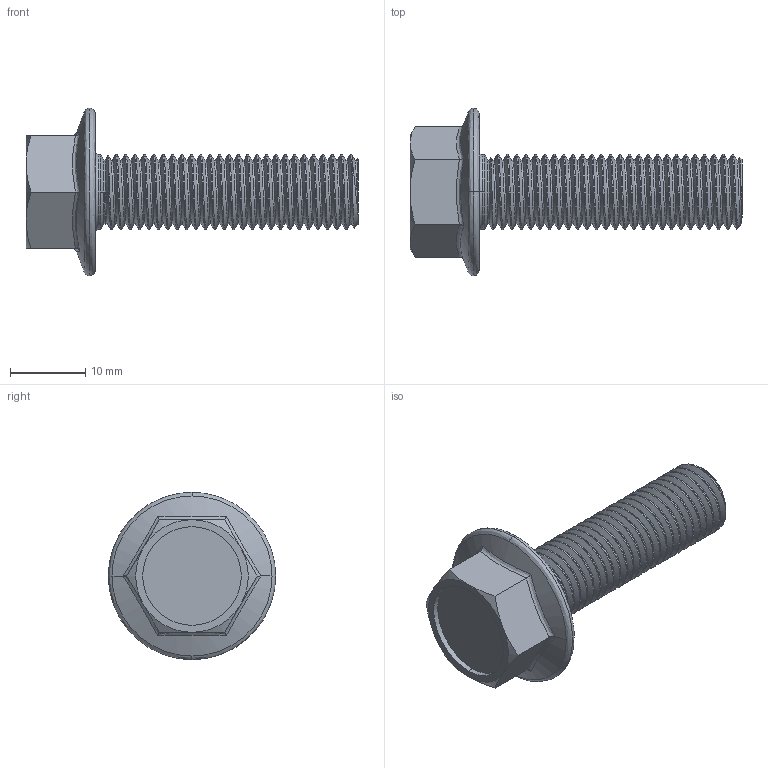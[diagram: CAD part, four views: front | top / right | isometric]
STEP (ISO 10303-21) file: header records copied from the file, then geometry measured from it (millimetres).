
FILE_DESCRIPTION (( 'STEP AP214' ), '1' );
FILE_NAME ('B006HYGYZ8.3D.STP', '2013-07-30T21:38:55', ( '' ), ( '' ), 'SwSTEP 2.0', 'SolidWorks 2012', '' );
FILE_SCHEMA (( 'AUTOMOTIVE_DESIGN' ));
Length unit declared in the file: inch
Products named in the file (1): B006HYGYZ8.3D
Bounding box: 44.2 x 22.3 x 22.3 mm (x, y, z)
Volume: 4373.5 mm3; surface area: 2899.9 mm2
Topology: 1 solids, 1 shells, 99 faces, 264 edges, 169 vertices
Faces by surface type: cylinder 57, bspline 17, cone 15, plane 10
Entity records: 9157 total; most frequent: CARTESIAN_POINT 7106, ORIENTED_EDGE 528, DIRECTION 316, EDGE_CURVE 264, VERTEX_POINT 169, AXIS2_PLACEMENT_3D 123, EDGE_LOOP 101, ADVANCED_FACE 99
